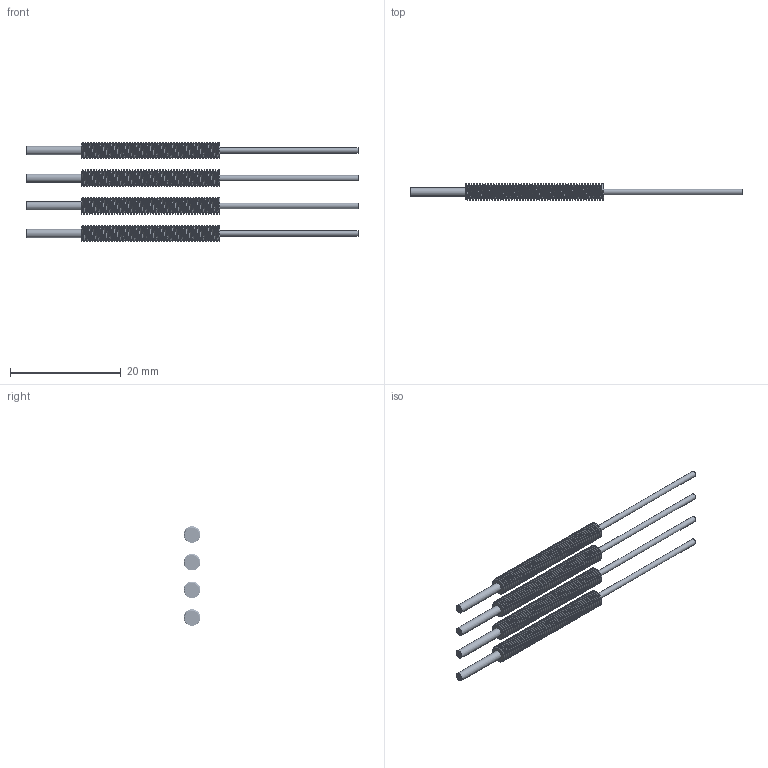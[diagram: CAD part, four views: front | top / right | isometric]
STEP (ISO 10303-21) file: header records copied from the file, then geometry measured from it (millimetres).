
FILE_DESCRIPTION(/* description */ (''),/* implementation_level */ '2;1');
FILE_NAME(/* name */ 'EX-D31Q-4.stp',/* time_stamp */ '2023-04-10T10:10:55+08:00',/* author */ (''),/* organization */ (''),/* preprocessor_version */ 'ST-DEVELOPER v16.7',/* originating_system */ 'SIEMENS PLM Software NX 12.0',/* authorisation */ '');
FILE_SCHEMA (('AUTOMOTIVE_DESIGN { 1 0 10303 214 3 1 1 1 }'));
Products named in the file (1): EX-D31Q-4
Bounding box: 60 x 3 x 18 mm (x, y, z)
Volume: 686 mm3; surface area: 1913.9 mm2
Topology: 4 solids, 4 shells, 56 faces, 108 edges, 72 vertices
Faces by surface type: cylinder 24, plane 24, bspline 8
Full cylindrical faces by diameter (mm): 1 x4, 1.5 x4
Entity records: 58911 total; most frequent: CARTESIAN_POINT 57801, DIRECTION 206, ORIENTED_EDGE 200, EDGE_CURVE 100, AXIS2_PLACEMENT_3D 93, EDGE_LOOP 76, VERTEX_POINT 72, ADVANCED_FACE 56
